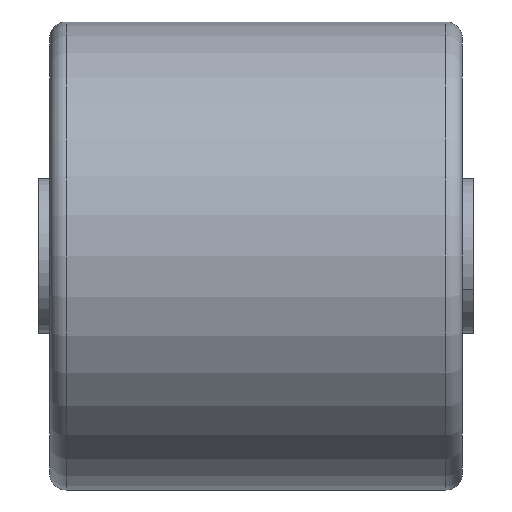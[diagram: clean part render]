
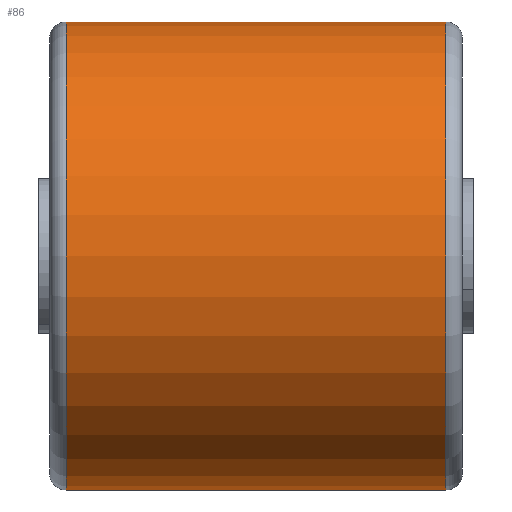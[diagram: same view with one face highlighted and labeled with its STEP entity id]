
A CAD part, front view. The second image highlights one B-rep face of the part: STEP entity #86.
In plain terms, the highlighted cylindrical face has radius 42.5 mm (diameter 85 mm), a partial arc.
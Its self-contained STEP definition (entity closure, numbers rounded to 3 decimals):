
#44 = DIRECTION ( 'NONE',  ( 1., 0., 0. ) ) ;
#76 = CARTESIAN_POINT ( 'NONE',  ( 3., 0., -42.5 ) ) ;
#86 = ADVANCED_FACE ( 'NONE', ( #962 ), #482, .T. ) ;
#158 = ORIENTED_EDGE ( 'NONE', *, *, #528, .T. ) ;
#226 = EDGE_CURVE ( 'NONE', #2217, #1223, #345, .T. ) ;
#276 = CARTESIAN_POINT ( 'NONE',  ( 0., 0., 42.5 ) ) ;
#345 = LINE ( 'NONE', #276, #2276 ) ;
#356 = DIRECTION ( 'NONE',  ( -1., 0., 0. ) ) ;
#466 = EDGE_CURVE ( 'NONE', #1223, #920, #1061, .T. ) ;
#482 = CYLINDRICAL_SURFACE ( 'NONE', #2220, 42.5 ) ;
#528 = EDGE_CURVE ( 'NONE', #1611, #2217, #864, .T. ) ;
#642 = EDGE_CURVE ( 'NONE', #1611, #920, #1460, .T. ) ;
#864 = CIRCLE ( 'NONE', #1166, 42.5 ) ;
#920 = VERTEX_POINT ( 'NONE', #76 ) ;
#925 = DIRECTION ( 'NONE',  ( 0., 0., 1. ) ) ;
#962 = FACE_OUTER_BOUND ( 'NONE', #1539, .T. ) ;
#971 = DIRECTION ( 'NONE',  ( -1., 0., 0. ) ) ;
#1061 = CIRCLE ( 'NONE', #1752, 42.5 ) ;
#1166 = AXIS2_PLACEMENT_3D ( 'NONE', #2278, #971, #2098 ) ;
#1182 = CARTESIAN_POINT ( 'NONE',  ( 3., 0., 0. ) ) ;
#1223 = VERTEX_POINT ( 'NONE', #2011 ) ;
#1324 = VECTOR ( 'NONE', #2070, 1000. ) ;
#1375 = DIRECTION ( 'NONE',  ( 0., 0., -1. ) ) ;
#1460 = LINE ( 'NONE', #1709, #1324 ) ;
#1489 = CARTESIAN_POINT ( 'NONE',  ( 0., 0., 0. ) ) ;
#1539 = EDGE_LOOP ( 'NONE', ( #1902, #158, #1854, #1728 ) ) ;
#1548 = DIRECTION ( 'NONE',  ( -1., 0., 0. ) ) ;
#1611 = VERTEX_POINT ( 'NONE', #1855 ) ;
#1709 = CARTESIAN_POINT ( 'NONE',  ( 0., 0., -42.5 ) ) ;
#1728 = ORIENTED_EDGE ( 'NONE', *, *, #466, .T. ) ;
#1745 = CARTESIAN_POINT ( 'NONE',  ( 72., 0., 42.5 ) ) ;
#1752 = AXIS2_PLACEMENT_3D ( 'NONE', #1182, #44, #1375 ) ;
#1854 = ORIENTED_EDGE ( 'NONE', *, *, #226, .T. ) ;
#1855 = CARTESIAN_POINT ( 'NONE',  ( 72., 0., -42.5 ) ) ;
#1902 = ORIENTED_EDGE ( 'NONE', *, *, #642, .F. ) ;
#2011 = CARTESIAN_POINT ( 'NONE',  ( 3., 0., 42.5 ) ) ;
#2070 = DIRECTION ( 'NONE',  ( -1., 0., 0. ) ) ;
#2098 = DIRECTION ( 'NONE',  ( 0., 0., 1. ) ) ;
#2217 = VERTEX_POINT ( 'NONE', #1745 ) ;
#2220 = AXIS2_PLACEMENT_3D ( 'NONE', #1489, #1548, #925 ) ;
#2276 = VECTOR ( 'NONE', #356, 1000. ) ;
#2278 = CARTESIAN_POINT ( 'NONE',  ( 72., 0., 0. ) ) ;
